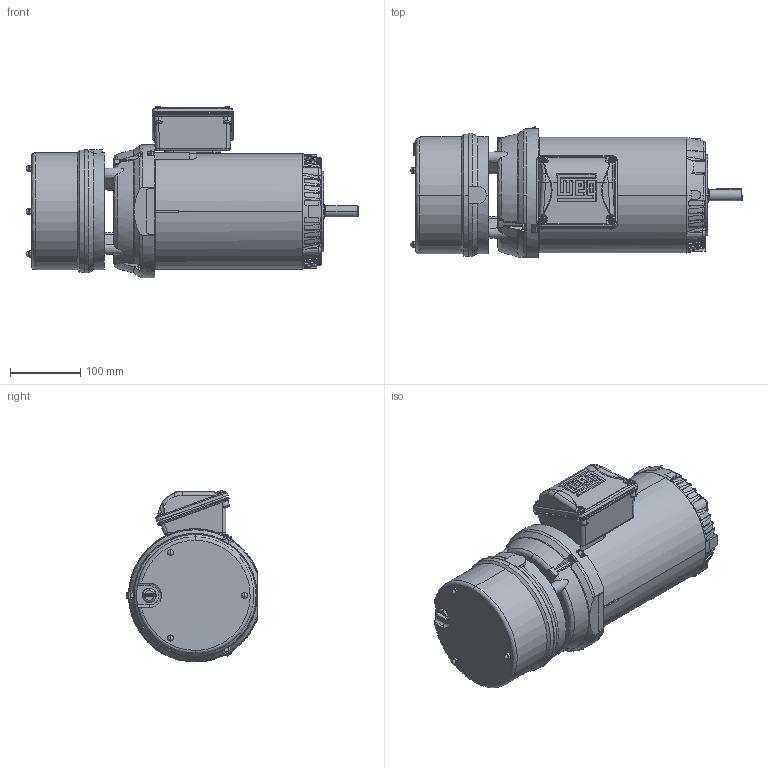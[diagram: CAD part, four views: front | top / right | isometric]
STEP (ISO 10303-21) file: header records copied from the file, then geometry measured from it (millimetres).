
FILE_DESCRIPTION (( 'STEP AP214' ), '1' );
FILE_NAME ('00218ET3EBM56CFL-S.STEP', '2024-02-06T01:11:37', ( '' ), ( '' ), 'SwSTEP 2.0', 'SolidWorks 2021', '' );
FILE_SCHEMA (( 'AUTOMOTIVE_DESIGN' ));
Length unit declared in the file: inch
Products named in the file (1): 00218ET3EBM56CFL-S
Bounding box: 470.99 x 185.91 x 243.79 mm (x, y, z)
Volume: 9238677.7 mm3; surface area: 503173.8 mm2
Topology: 15 solids, 31 shells, 1404 faces, 3636 edges, 2301 vertices
Faces by surface type: plane 534, cylinder 353, bspline 315, cone 202
Entity records: 54719 total; most frequent: CARTESIAN_POINT 24115, ORIENTED_EDGE 7210, DIRECTION 5219, EDGE_CURVE 3605, VERTEX_POINT 2301, AXIS2_PLACEMENT_3D 1918, EDGE_LOOP 1442, ADVANCED_FACE 1404
